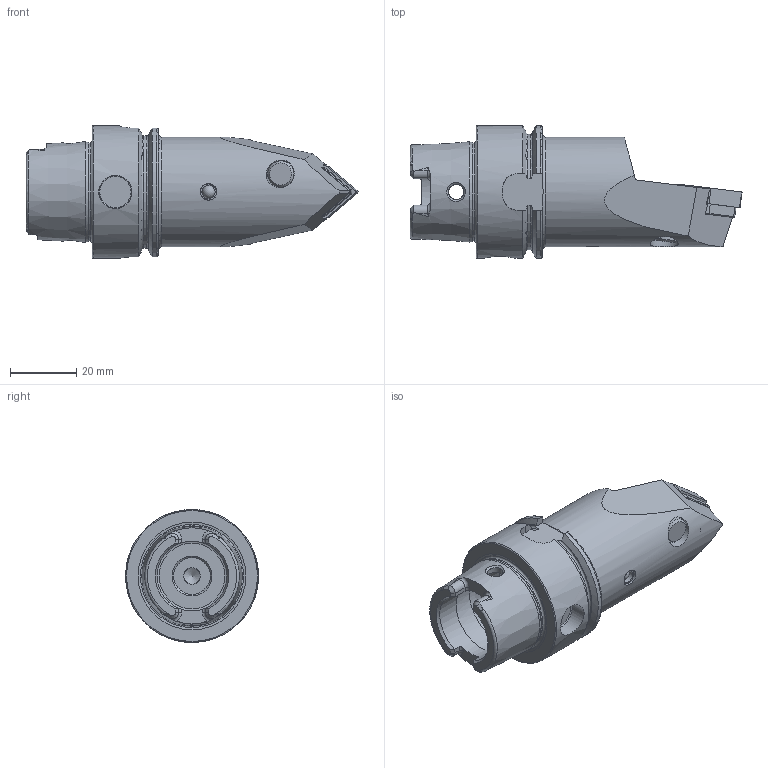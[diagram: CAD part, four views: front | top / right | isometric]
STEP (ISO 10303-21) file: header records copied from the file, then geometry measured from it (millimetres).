
FILE_DESCRIPTION (( 'STEP AP203' ), '1' );
FILE_NAME ('HA4-PCD.NMA.080.STEP', '2023-02-13T10:46:37', ( '' ), ( '' ), 'SwSTEP 2.0', 'SolidWorks 2017', '' );
FILE_SCHEMA (( 'CONFIG_CONTROL_DESIGN' ));
Length unit declared in the file: millimetre
Products named in the file (8): HA4-PCD.NMA.080_B; WCD-ER3.101.000_A; CNMG120404; HA4-PCD.NMA.080; KVT_MB_600_050; WCD-ER2.101.003_A; WCD-ER1.101.000; WCD-ER4.101.017_A
Assembly tree (7 placements, depth 2):
  HA4-PCD.NMA.080
    HA4-PCD.NMA.080_B
    KVT_MB_600_050
    WCD-ER3.101.000_A
    WCD-ER2.101.003_A
    CNMG120404
    WCD-ER4.101.017_A
    WCD-ER1.101.000
Bounding box: 99.9 x 40 x 40 mm (x, y, z)
Volume: 55612.5 mm3; surface area: 17674 mm2
Topology: 8 solids, 8 shells, 293 faces, 753 edges, 472 vertices
Faces by surface type: plane 122, cylinder 69, cone 59, torus 28, bspline 14, sphere 1
Full cylindrical faces by diameter (mm): 3.55 x1, 4 x1, 4.2 x3, 4.6 x2, 5 x4, 5.16 x1, 6.4 x2, 7 x1, 7.9 x2, 8 x1, 8.4 x1, 10 x1, 11 x1, 12.5 x1, 21 x2, 25.5 x1, 29.707 x1, 33 x1, 40 x1
Entity records: 10881 total; most frequent: CARTESIAN_POINT 3614, ORIENTED_EDGE 1314, DIRECTION 1270, EDGE_CURVE 657, AXIS2_PLACEMENT_3D 494, VERTEX_POINT 451, EDGE_LOOP 380, FACE_OUTER_BOUND 332
